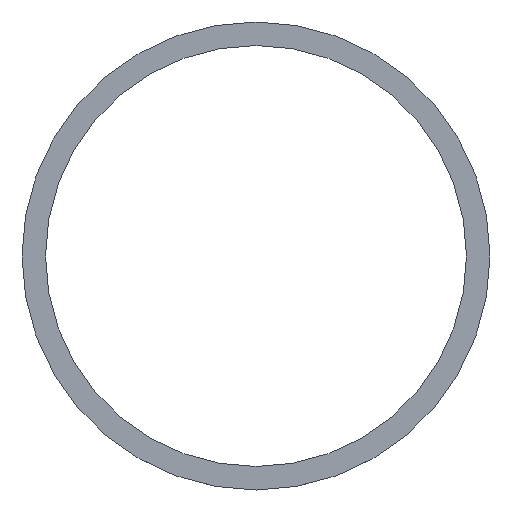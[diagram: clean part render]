
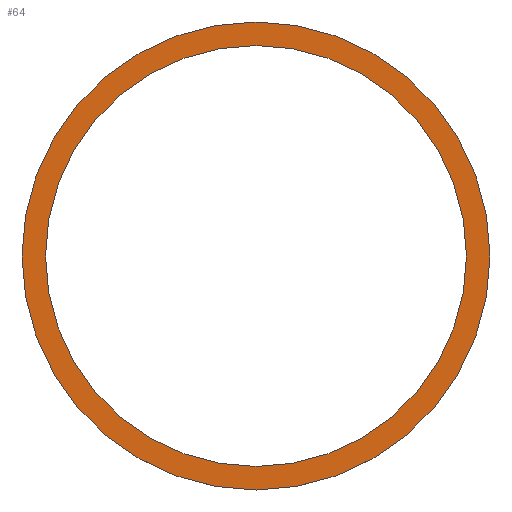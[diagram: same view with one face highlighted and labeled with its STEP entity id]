
A CAD part, top view. The second image highlights one B-rep face of the part: STEP entity #64.
In plain terms, the highlighted planar face has unit normal (0, 0, 1).
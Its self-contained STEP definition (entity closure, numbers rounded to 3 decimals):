
#16=FACE_BOUND('',#28,.T.);
#18=PLANE('',#95);
#22=FACE_OUTER_BOUND('',#27,.T.);
#27=EDGE_LOOP('',(#57));
#28=EDGE_LOOP('',(#58));
#34=CIRCLE('',#90,63.6);
#35=CIRCLE('',#92,70.7);
#38=VERTEX_POINT('',#120);
#39=VERTEX_POINT('',#124);
#43=EDGE_CURVE('',#38,#38,#34,.T.);
#44=EDGE_CURVE('',#39,#39,#35,.T.);
#57=ORIENTED_EDGE('',*,*,#44,.T.);
#58=ORIENTED_EDGE('',*,*,#43,.T.);
#64=ADVANCED_FACE('',(#22,#16),#18,.T.);
#90=AXIS2_PLACEMENT_3D('',#122,#103,#104);
#92=AXIS2_PLACEMENT_3D('',#125,#107,#108);
#95=AXIS2_PLACEMENT_3D('',#130,#114,#115);
#103=DIRECTION('center_axis',(0.,0.,-1.));
#104=DIRECTION('ref_axis',(-1.,0.,0.));
#107=DIRECTION('center_axis',(0.,0.,1.));
#108=DIRECTION('ref_axis',(-1.,0.,0.));
#114=DIRECTION('center_axis',(0.,0.,1.));
#115=DIRECTION('ref_axis',(1.,0.,0.));
#120=CARTESIAN_POINT('',(63.6,0.,2.));
#122=CARTESIAN_POINT('Origin',(0.,0.,2.));
#124=CARTESIAN_POINT('',(70.7,0.,2.));
#125=CARTESIAN_POINT('Origin',(0.,0.,2.));
#130=CARTESIAN_POINT('Origin',(0.,0.,2.));
